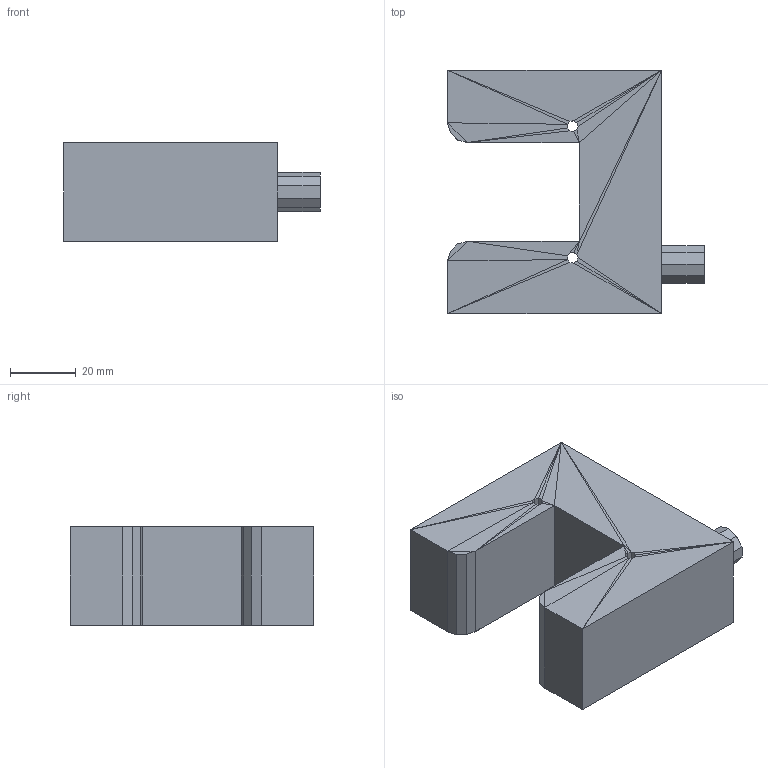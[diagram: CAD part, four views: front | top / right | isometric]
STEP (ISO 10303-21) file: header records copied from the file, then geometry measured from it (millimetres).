
FILE_DESCRIPTION(('FreeCAD Model'),'2;1');
FILE_NAME('USGT-30-Test.step', '2015-01-15T13:42:15',('FreeCAD'),('FreeCAD'), 'Open CASCADE STEP processor 6.7','FreeCAD','Unknown');
FILE_SCHEMA(('AUTOMOTIVE_DESIGN_CC2 { 1 2 10303 214 -1 1 5 4 }'));
Length unit declared in the file: millimetre
Products named in the file (102): Face034; Face035; Face038; Face032; Face041; Face101; Face099; Face100; Face102; Face097; Face096; Face095; Face098; Face040; Face033; Face090; Face089; Face091; Face036; Face039; Face037; Face092; Face093; Face094; Face061; Face047; Face053; Face046; Face058; Face048; Face080; Face079; Face078; Face077; Face043; Face044; Face054; Face064; Face042; Face049 ...
Bounding box: 78 x 74 x 30 mm (x, y, z)
Surface area: 18823 mm2 (no closed solid volume)
Topology: 0 solids, 102 shells, 102 faces, 375 edges, 375 vertices
Faces by surface type: plane 102
Entity records: 8488 total; most frequent: CARTESIAN_POINT 1228, DIRECTION 956, LINE 750, VECTOR 750, ORIENTED_EDGE 375, EDGE_CURVE 375, VERTEX_POINT 375, SURFACE_CURVE 375
